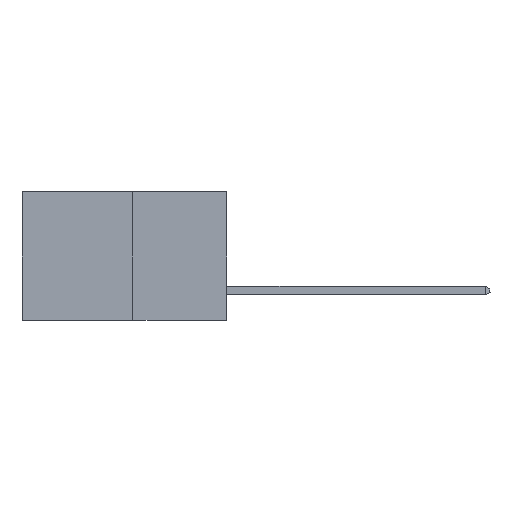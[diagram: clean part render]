
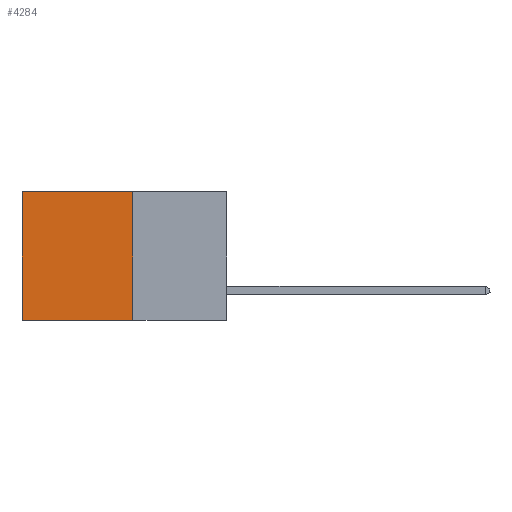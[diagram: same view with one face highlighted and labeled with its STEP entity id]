
A CAD part, left-side view. The second image highlights one B-rep face of the part: STEP entity #4284.
In plain terms, the highlighted planar face has unit normal (-1, 0, 0).
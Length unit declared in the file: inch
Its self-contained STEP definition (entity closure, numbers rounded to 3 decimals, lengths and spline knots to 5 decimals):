
#521 = CARTESIAN_POINT ( 'NONE',  ( 0.277, 0.59, -0.37 ) ) ;
#1065 = CARTESIAN_POINT ( 'NONE',  ( 0.277, 0.27, -0.37 ) ) ;
#1194 = DIRECTION ( 'NONE',  ( 0., 1., 0. ) ) ;
#1532 = DIRECTION ( 'NONE',  ( 0., 0., -1. ) ) ;
#2556 = CARTESIAN_POINT ( 'NONE',  ( 0.277, 0.27, -0.37 ) ) ;
#2812 = VERTEX_POINT ( 'NONE', #4206 ) ;
#2994 = DIRECTION ( 'NONE',  ( 0., 0., -1. ) ) ;
#3185 = DIRECTION ( 'NONE',  ( 1., 0., 0. ) ) ;
#4206 = CARTESIAN_POINT ( 'NONE',  ( 0.277, 0.27, 0. ) ) ;
#4284 = ADVANCED_FACE ( 'NONE', ( #8453 ), #5838, .F. ) ;
#4856 = CARTESIAN_POINT ( 'NONE',  ( 0.277, 0.27, -0.37 ) ) ;
#5341 = CARTESIAN_POINT ( 'NONE',  ( 0.277, 0.59, -0.37 ) ) ;
#5838 = PLANE ( 'NONE',  #18512 ) ;
#6299 = VERTEX_POINT ( 'NONE', #521 ) ;
#7526 = VERTEX_POINT ( 'NONE', #7844 ) ;
#7844 = CARTESIAN_POINT ( 'NONE',  ( 0.277, 0.59, 0. ) ) ;
#8453 = FACE_OUTER_BOUND ( 'NONE', #16791, .T. ) ;
#8878 = LINE ( 'NONE', #21663, #18198 ) ;
#9860 = ORIENTED_EDGE ( 'NONE', *, *, #20566, .F. ) ;
#9932 = LINE ( 'NONE', #18575, #19196 ) ;
#12077 = VERTEX_POINT ( 'NONE', #2556 ) ;
#12188 = VECTOR ( 'NONE', #1532, 39.37008 ) ;
#13302 = ORIENTED_EDGE ( 'NONE', *, *, #23853, .F. ) ;
#13576 = EDGE_CURVE ( 'NONE', #7526, #6299, #21905, .T. ) ;
#14031 = VECTOR ( 'NONE', #21527, 39.37008 ) ;
#14488 = ORIENTED_EDGE ( 'NONE', *, *, #17188, .T. ) ;
#15644 = ORIENTED_EDGE ( 'NONE', *, *, #13576, .T. ) ;
#16791 = EDGE_LOOP ( 'NONE', ( #15644, #13302, #9860, #14488 ) ) ;
#17188 = EDGE_CURVE ( 'NONE', #2812, #7526, #8878, .T. ) ;
#18198 = VECTOR ( 'NONE', #1194, 39.37008 ) ;
#18512 = AXIS2_PLACEMENT_3D ( 'NONE', #4856, #3185, #2994 ) ;
#18575 = CARTESIAN_POINT ( 'NONE',  ( 0.277, 0.27, -0.37 ) ) ;
#19196 = VECTOR ( 'NONE', #20392, 39.37008 ) ;
#20392 = DIRECTION ( 'NONE',  ( 0., 0., -1. ) ) ;
#20566 = EDGE_CURVE ( 'NONE', #2812, #12077, #9932, .T. ) ;
#21527 = DIRECTION ( 'NONE',  ( 0., 1., 0. ) ) ;
#21663 = CARTESIAN_POINT ( 'NONE',  ( 0.277, 0.27, 0. ) ) ;
#21905 = LINE ( 'NONE', #5341, #12188 ) ;
#23142 = LINE ( 'NONE', #1065, #14031 ) ;
#23853 = EDGE_CURVE ( 'NONE', #12077, #6299, #23142, .T. ) ;
